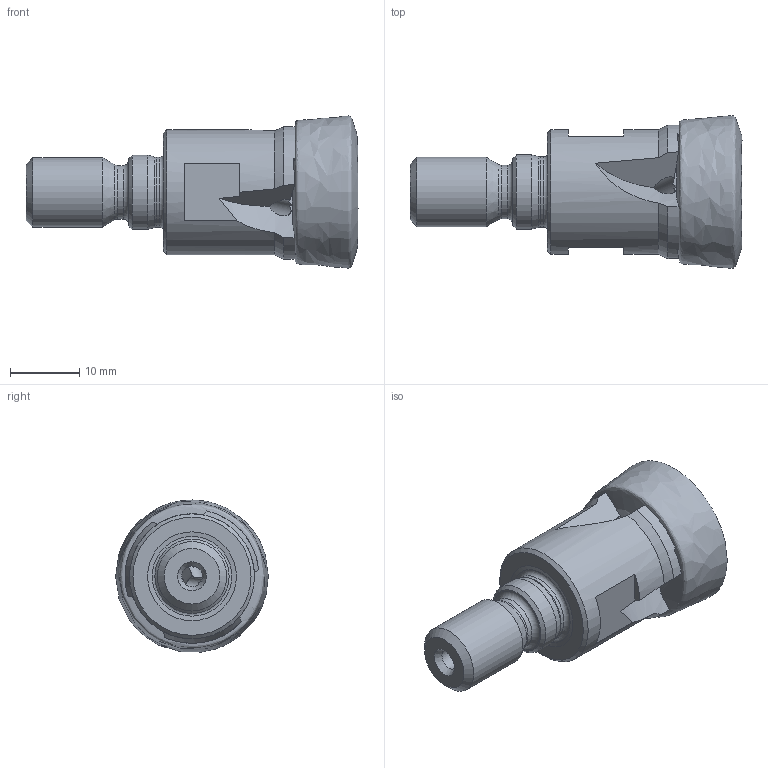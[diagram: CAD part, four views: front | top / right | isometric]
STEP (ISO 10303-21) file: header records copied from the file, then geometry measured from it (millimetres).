
FILE_DESCRIPTION (( 'STEP AP214' ), '1' );
FILE_NAME ('ESF-22-M10-542-3.STEP', '2013-09-17T14:27:23', ( '' ), ( '' ), 'SwSTEP 2.0', 'SolidWorks 2013', '' );
FILE_SCHEMA (( 'AUTOMOTIVE_DESIGN' ));
Length unit declared in the file: millimetre
Products named in the file (1): ESF-22-M10-542-3
Bounding box: 47.82 x 22 x 21.91 mm (x, y, z)
Volume: 8599 mm3; surface area: 3726.9 mm2
Topology: 1 solids, 1 shells, 84 faces, 240 edges, 155 vertices
Faces by surface type: plane 46, cylinder 15, cone 15, bspline 4, torus 4
Full cylindrical faces by diameter (mm): 2.5 x3, 3 x1, 7.7 x1, 10 x1, 10.1 x1, 10.7 x1, 18 x1
Entity records: 4051 total; most frequent: CARTESIAN_POINT 2190, ORIENTED_EDGE 412, DIRECTION 310, EDGE_CURVE 206, VERTEX_POINT 144, AXIS2_PLACEMENT_3D 129, EDGE_LOOP 110, FACE_OUTER_BOUND 98
